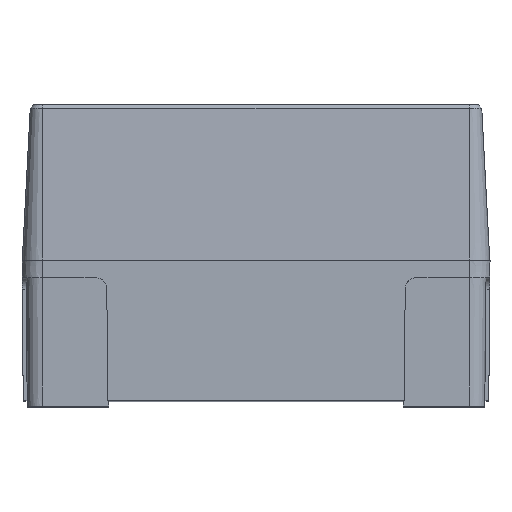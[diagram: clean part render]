
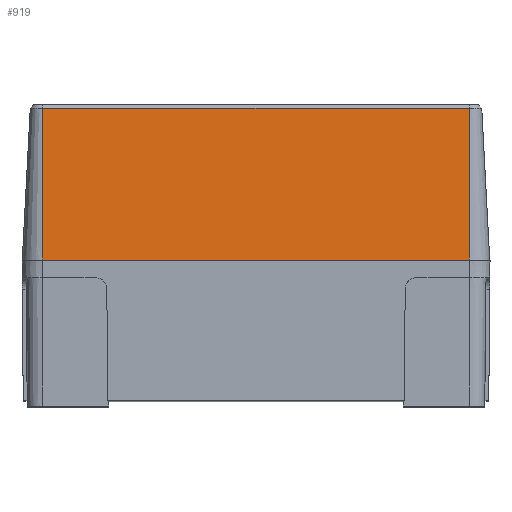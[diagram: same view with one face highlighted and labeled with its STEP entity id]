
A CAD part, top view. The second image highlights one B-rep face of the part: STEP entity #919.
In plain terms, the highlighted planar face has unit normal (0, 0.052, 0.999).
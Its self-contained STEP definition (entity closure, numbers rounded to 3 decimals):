
#919 = ADVANCED_FACE ( 'NONE', ( #9612 ), #4370, .T. ) ;
#970 = VERTEX_POINT ( 'NONE', #5347 ) ;
#1198 = EDGE_CURVE ( 'NONE', #3750, #6616, #4281, .T. ) ;
#1296 = DIRECTION ( 'NONE',  ( -1., 0., 0. ) ) ;
#1352 = CARTESIAN_POINT ( 'NONE',  ( -36.5, 25.967, 63.639 ) ) ;
#1827 = EDGE_CURVE ( 'NONE', #3750, #6649, #3116, .T. ) ;
#1861 = DIRECTION ( 'NONE',  ( 0., 0.052, 0.999 ) ) ;
#2659 = CARTESIAN_POINT ( 'NONE',  ( -36.5, 0., 65. ) ) ;
#2717 = DIRECTION ( 'NONE',  ( 0., -0.999, 0.052 ) ) ;
#3116 = LINE ( 'NONE', #1352, #7688 ) ;
#3138 = ORIENTED_EDGE ( 'NONE', *, *, #9126, .T. ) ;
#3511 = CARTESIAN_POINT ( 'NONE',  ( -36.5, 25.967, 63.639 ) ) ;
#3722 = CARTESIAN_POINT ( 'NONE',  ( 36.5, 25.967, 63.639 ) ) ;
#3750 = VERTEX_POINT ( 'NONE', #3722 ) ;
#4281 = LINE ( 'NONE', #4338, #5495 ) ;
#4338 = CARTESIAN_POINT ( 'NONE',  ( 36.5, 0., 65. ) ) ;
#4370 = PLANE ( 'NONE',  #5851 ) ;
#4655 = ORIENTED_EDGE ( 'NONE', *, *, #1198, .F. ) ;
#4738 = ORIENTED_EDGE ( 'NONE', *, *, #1827, .T. ) ;
#5106 = LINE ( 'NONE', #9196, #9778 ) ;
#5347 = CARTESIAN_POINT ( 'NONE',  ( -36.5, 0., 65. ) ) ;
#5495 = VECTOR ( 'NONE', #6959, 1000. ) ;
#5851 = AXIS2_PLACEMENT_3D ( 'NONE', #2659, #1861, #2717 ) ;
#6157 = EDGE_LOOP ( 'NONE', ( #4655, #4738, #3138, #7126 ) ) ;
#6600 = DIRECTION ( 'NONE',  ( 1., 0., 0. ) ) ;
#6616 = VERTEX_POINT ( 'NONE', #7726 ) ;
#6649 = VERTEX_POINT ( 'NONE', #3511 ) ;
#6959 = DIRECTION ( 'NONE',  ( 0., -0.999, 0.052 ) ) ;
#7126 = ORIENTED_EDGE ( 'NONE', *, *, #10694, .T. ) ;
#7430 = VECTOR ( 'NONE', #6600, 1000. ) ;
#7688 = VECTOR ( 'NONE', #1296, 1000. ) ;
#7726 = CARTESIAN_POINT ( 'NONE',  ( 36.5, 0., 65. ) ) ;
#8244 = LINE ( 'NONE', #8795, #7430 ) ;
#8795 = CARTESIAN_POINT ( 'NONE',  ( -36.5, 0., 65. ) ) ;
#9126 = EDGE_CURVE ( 'NONE', #6649, #970, #5106, .T. ) ;
#9196 = CARTESIAN_POINT ( 'NONE',  ( -36.5, 0., 65. ) ) ;
#9612 = FACE_OUTER_BOUND ( 'NONE', #6157, .T. ) ;
#9778 = VECTOR ( 'NONE', #10967, 1000. ) ;
#10694 = EDGE_CURVE ( 'NONE', #970, #6616, #8244, .T. ) ;
#10967 = DIRECTION ( 'NONE',  ( 0., -0.999, 0.052 ) ) ;
